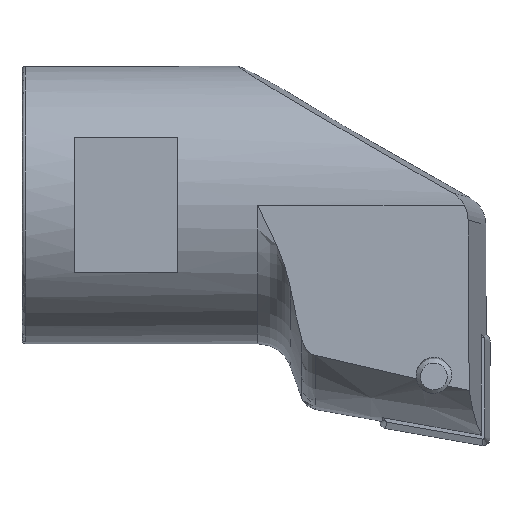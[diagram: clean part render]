
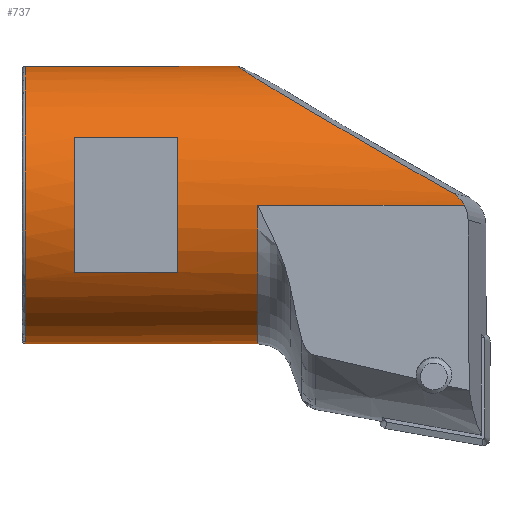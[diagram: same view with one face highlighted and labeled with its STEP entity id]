
A CAD part, front view. The second image highlights one B-rep face of the part: STEP entity #737.
In plain terms, the highlighted cylindrical face has radius 8 mm (diameter 16 mm), a full revolution.
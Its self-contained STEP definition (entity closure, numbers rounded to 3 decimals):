
#27 = EDGE_CURVE ( 'NONE', #2332, #2325, #720, .T. ) ;
#49 = CARTESIAN_POINT ( 'NONE',  ( -26.8, 0., 13.875 ) ) ;
#63 = CARTESIAN_POINT ( 'NONE',  ( -12.118, 4.241, 20.658 ) ) ;
#69 = EDGE_CURVE ( 'NONE', #1471, #2876, #1843, .T. ) ;
#77 = ORIENTED_EDGE ( 'NONE', *, *, #358, .F. ) ;
#102 = EDGE_LOOP ( 'NONE', ( #766, #1925, #1932, #631 ) ) ;
#112 = VERTEX_POINT ( 'NONE', #176 ) ;
#147 = DIRECTION ( 'NONE',  ( 0., 0., 1. ) ) ;
#160 = CARTESIAN_POINT ( 'NONE',  ( -1.669, -7.996, 14.153 ) ) ;
#176 = CARTESIAN_POINT ( 'NONE',  ( -18., -7., 17.748 ) ) ;
#196 = VERTEX_POINT ( 'NONE', #3029 ) ;
#207 = CYLINDRICAL_SURFACE ( 'NONE', #697, 8. ) ;
#231 = EDGE_CURVE ( 'NONE', #1740, #2332, #2166, .T. ) ;
#348 = EDGE_LOOP ( 'NONE', ( #77, #2205, #3130, #511 ) ) ;
#358 = EDGE_CURVE ( 'NONE', #112, #421, #1437, .T. ) ;
#400 = FACE_BOUND ( 'NONE', #348, .T. ) ;
#410 = CARTESIAN_POINT ( 'NONE',  ( -2.179, -7.969, 14.574 ) ) ;
#413 = CARTESIAN_POINT ( 'NONE',  ( -17.904, 9.711, 11.491 ) ) ;
#421 = VERTEX_POINT ( 'NONE', #2635 ) ;
#434 = ORIENTED_EDGE ( 'NONE', *, *, #850, .T. ) ;
#441 = DIRECTION ( 'NONE',  ( 0., 0., 1. ) ) ;
#474 = CARTESIAN_POINT ( 'NONE',  ( -24., 7., 10.002 ) ) ;
#505 = VECTOR ( 'NONE', #1122, 1000. ) ;
#510 = DIRECTION ( 'NONE',  ( 1., 0., 0. ) ) ;
#511 = ORIENTED_EDGE ( 'NONE', *, *, #2461, .F. ) ;
#541 = CARTESIAN_POINT ( 'NONE',  ( -2.179, -7.969, 14.574 ) ) ;
#588 = B_SPLINE_CURVE_WITH_KNOTS ( 'NONE', 3,
 ( #674, #2681, #160, #3243, #690, #410 ),
 .UNSPECIFIED., .F., .F.,
 ( 4, 2, 4 ),
 ( 0., 0., 0.001 ),
 .UNSPECIFIED. ) ;
#598 = VERTEX_POINT ( 'NONE', #2973 ) ;
#631 = ORIENTED_EDGE ( 'NONE', *, *, #1134, .F. ) ;
#674 = CARTESIAN_POINT ( 'NONE',  ( -1.49, -8., 13.875 ) ) ;
#690 = CARTESIAN_POINT ( 'NONE',  ( -2.034, -7.977, 14.491 ) ) ;
#697 = AXIS2_PLACEMENT_3D ( 'NONE', #1760, #1557, #1006 ) ;
#720 = LINE ( 'NONE', #3094, #1120 ) ;
#737 = ADVANCED_FACE ( 'NONE', ( #400, #1239, #1082, #1398 ), #207, .T. ) ;
#766 = ORIENTED_EDGE ( 'NONE', *, *, #27, .F. ) ;
#772 = CARTESIAN_POINT ( 'NONE',  ( -13.4, 0., 13.875 ) ) ;
#850 = EDGE_CURVE ( 'NONE', #2876, #2867, #1642, .T. ) ;
#856 = CARTESIAN_POINT ( 'NONE',  ( -12.118, 4.241, 20.658 ) ) ;
#861 = ORIENTED_EDGE ( 'NONE', *, *, #932, .T. ) ;
#875 = ORIENTED_EDGE ( 'NONE', *, *, #1720, .F. ) ;
#877 = AXIS2_PLACEMENT_3D ( 'NONE', #2011, #2259, #1013 ) ;
#932 = EDGE_CURVE ( 'NONE', #196, #196, #2199, .T. ) ;
#987 = VECTOR ( 'NONE', #1367, 1000. ) ;
#1006 = DIRECTION ( 'NONE',  ( 0., 0., 1. ) ) ;
#1010 = VERTEX_POINT ( 'NONE', #2137 ) ;
#1013 = DIRECTION ( 'NONE',  ( 0., 0., -1. ) ) ;
#1043 = DIRECTION ( 'NONE',  ( 0., 0., 1. ) ) ;
#1082 = FACE_BOUND ( 'NONE', #102, .T. ) ;
#1097 = DIRECTION ( 'NONE',  ( 0., 0., -1. ) ) ;
#1106 = CARTESIAN_POINT ( 'NONE',  ( -13.4, 5.071, 7.688 ) ) ;
#1120 = VECTOR ( 'NONE', #1578, 1000. ) ;
#1122 = DIRECTION ( 'NONE',  ( 1., 0., 0. ) ) ;
#1134 = EDGE_CURVE ( 'NONE', #2325, #1010, #3101, .T. ) ;
#1135 = CARTESIAN_POINT ( 'NONE',  ( -18., 7., 17.748 ) ) ;
#1152 = CARTESIAN_POINT ( 'NONE',  ( -13.819, -7.387, 21.22 ) ) ;
#1195 = AXIS2_PLACEMENT_3D ( 'NONE', #1222, #2972, #1473 ) ;
#1198 = CIRCLE ( 'NONE', #2908, 8. ) ;
#1206 = CARTESIAN_POINT ( 'NONE',  ( -18., 0., 13.875 ) ) ;
#1217 =( BOUNDED_CURVE ( )  B_SPLINE_CURVE ( 3, ( #856, #2372, #1152, #2911 ),
 .UNSPECIFIED., .F., .T. ) 
 B_SPLINE_CURVE_WITH_KNOTS ( ( 4, 4 ),
 ( 5.689, 7.732 ),
 .UNSPECIFIED. ) 
 CURVE ( )  GEOMETRIC_REPRESENTATION_ITEM ( )  RATIONAL_B_SPLINE_CURVE ( ( 1., 0.682, 0.682, 1. ) ) 
 REPRESENTATION_ITEM ( '' )  );
#1222 = CARTESIAN_POINT ( 'NONE',  ( -24., 0., 13.875 ) ) ;
#1236 = DIRECTION ( 'NONE',  ( -1., 0., 0. ) ) ;
#1239 = FACE_OUTER_BOUND ( 'NONE', #3118, .T. ) ;
#1251 = CARTESIAN_POINT ( 'NONE',  ( -12.118, 4.241, 20.658 ) ) ;
#1267 = LINE ( 'NONE', #2477, #1662 ) ;
#1307 = LINE ( 'NONE', #2863, #505 ) ;
#1367 = DIRECTION ( 'NONE',  ( -1., 0., 0. ) ) ;
#1398 = FACE_OUTER_BOUND ( 'NONE', #2637, .T. ) ;
#1437 = LINE ( 'NONE', #2791, #987 ) ;
#1471 = VERTEX_POINT ( 'NONE', #63 ) ;
#1473 = DIRECTION ( 'NONE',  ( 0., 0., -1. ) ) ;
#1513 = CARTESIAN_POINT ( 'NONE',  ( -13.4, 5.071, 7.688 ) ) ;
#1557 = DIRECTION ( 'NONE',  ( -1., 0., 0. ) ) ;
#1569 = EDGE_CURVE ( 'NONE', #2155, #2277, #588, .T. ) ;
#1578 = DIRECTION ( 'NONE',  ( 1., 0., 0. ) ) ;
#1613 = EDGE_CURVE ( 'NONE', #598, #112, #1198, .T. ) ;
#1625 = VECTOR ( 'NONE', #2986, 1000. ) ;
#1642 = CIRCLE ( 'NONE', #1651, 8. ) ;
#1651 = AXIS2_PLACEMENT_3D ( 'NONE', #772, #2536, #1043 ) ;
#1662 = VECTOR ( 'NONE', #3310, 1000. ) ;
#1696 = CARTESIAN_POINT ( 'NONE',  ( -24., -7., 10.002 ) ) ;
#1720 = EDGE_CURVE ( 'NONE', #2155, #2867, #1267, .T. ) ;
#1725 = CARTESIAN_POINT ( 'NONE',  ( -18., 0., 13.875 ) ) ;
#1740 = VERTEX_POINT ( 'NONE', #474 ) ;
#1760 = CARTESIAN_POINT ( 'NONE',  ( -28.597, 0., 13.875 ) ) ;
#1843 =( BOUNDED_CURVE ( )  B_SPLINE_CURVE ( 3, ( #1251, #3002, #413, #1513 ),
 .UNSPECIFIED., .F., .T. ) 
 B_SPLINE_CURVE_WITH_KNOTS ( ( 4, 4 ),
 ( 5.236, 7.132 ),
 .UNSPECIFIED. ) 
 CURVE ( )  GEOMETRIC_REPRESENTATION_ITEM ( )  RATIONAL_B_SPLINE_CURVE ( ( 1., 0.722, 0.722, 1. ) ) 
 REPRESENTATION_ITEM ( '' )  );
#1867 = AXIS2_PLACEMENT_3D ( 'NONE', #1206, #1957, #441 ) ;
#1916 = EDGE_CURVE ( 'NONE', #3067, #598, #1307, .T. ) ;
#1922 = EDGE_CURVE ( 'NONE', #1471, #2277, #1217, .T. ) ;
#1925 = ORIENTED_EDGE ( 'NONE', *, *, #231, .F. ) ;
#1932 = ORIENTED_EDGE ( 'NONE', *, *, #2758, .F. ) ;
#1957 = DIRECTION ( 'NONE',  ( -1., 0., 0. ) ) ;
#2011 = CARTESIAN_POINT ( 'NONE',  ( -24., 0., 13.875 ) ) ;
#2137 = CARTESIAN_POINT ( 'NONE',  ( -18., 7., 10.002 ) ) ;
#2155 = VERTEX_POINT ( 'NONE', #3114 ) ;
#2166 = CIRCLE ( 'NONE', #877, 8. ) ;
#2199 = CIRCLE ( 'NONE', #3244, 8. ) ;
#2201 = ORIENTED_EDGE ( 'NONE', *, *, #69, .T. ) ;
#2205 = ORIENTED_EDGE ( 'NONE', *, *, #1613, .F. ) ;
#2257 = CIRCLE ( 'NONE', #1195, 8. ) ;
#2259 = DIRECTION ( 'NONE',  ( 1., 0., 0. ) ) ;
#2277 = VERTEX_POINT ( 'NONE', #541 ) ;
#2306 = ORIENTED_EDGE ( 'NONE', *, *, #1569, .T. ) ;
#2325 = VERTEX_POINT ( 'NONE', #1135 ) ;
#2332 = VERTEX_POINT ( 'NONE', #2569 ) ;
#2372 = CARTESIAN_POINT ( 'NONE',  ( -18.679, -1.416, 24.195 ) ) ;
#2461 = EDGE_CURVE ( 'NONE', #421, #3067, #2257, .T. ) ;
#2477 = CARTESIAN_POINT ( 'NONE',  ( -31.617, -8., 13.875 ) ) ;
#2536 = DIRECTION ( 'NONE',  ( -1., 0., 0. ) ) ;
#2569 = CARTESIAN_POINT ( 'NONE',  ( -24., 7., 17.748 ) ) ;
#2614 = ORIENTED_EDGE ( 'NONE', *, *, #1922, .F. ) ;
#2635 = CARTESIAN_POINT ( 'NONE',  ( -24., -7., 17.748 ) ) ;
#2637 = EDGE_LOOP ( 'NONE', ( #434, #875, #2306, #2614, #2201 ) ) ;
#2681 = CARTESIAN_POINT ( 'NONE',  ( -1.571, -8., 14.021 ) ) ;
#2710 = CARTESIAN_POINT ( 'NONE',  ( -28.597, 7., 10.002 ) ) ;
#2758 = EDGE_CURVE ( 'NONE', #1010, #1740, #2943, .T. ) ;
#2791 = CARTESIAN_POINT ( 'NONE',  ( -28.597, -7., 17.748 ) ) ;
#2826 = CARTESIAN_POINT ( 'NONE',  ( -13.4, -8., 13.875 ) ) ;
#2863 = CARTESIAN_POINT ( 'NONE',  ( -28.597, -7., 10.002 ) ) ;
#2867 = VERTEX_POINT ( 'NONE', #2826 ) ;
#2876 = VERTEX_POINT ( 'NONE', #1106 ) ;
#2908 = AXIS2_PLACEMENT_3D ( 'NONE', #1725, #1236, #147 ) ;
#2911 = CARTESIAN_POINT ( 'NONE',  ( -2.179, -7.969, 14.574 ) ) ;
#2943 = LINE ( 'NONE', #2710, #1625 ) ;
#2972 = DIRECTION ( 'NONE',  ( 1., 0., 0. ) ) ;
#2973 = CARTESIAN_POINT ( 'NONE',  ( -18., -7., 10.002 ) ) ;
#2986 = DIRECTION ( 'NONE',  ( -1., 0., 0. ) ) ;
#3002 = CARTESIAN_POINT ( 'NONE',  ( -17.312, 9.328, 17.478 ) ) ;
#3029 = CARTESIAN_POINT ( 'NONE',  ( -26.8, 0., 5.875 ) ) ;
#3067 = VERTEX_POINT ( 'NONE', #1696 ) ;
#3094 = CARTESIAN_POINT ( 'NONE',  ( -28.597, 7., 17.748 ) ) ;
#3101 = CIRCLE ( 'NONE', #1867, 8. ) ;
#3114 = CARTESIAN_POINT ( 'NONE',  ( -1.49, -8., 13.875 ) ) ;
#3118 = EDGE_LOOP ( 'NONE', ( #861 ) ) ;
#3130 = ORIENTED_EDGE ( 'NONE', *, *, #1916, .F. ) ;
#3243 = CARTESIAN_POINT ( 'NONE',  ( -1.901, -7.984, 14.389 ) ) ;
#3244 = AXIS2_PLACEMENT_3D ( 'NONE', #49, #510, #1097 ) ;
#3310 = DIRECTION ( 'NONE',  ( -1., 0., 0. ) ) ;
